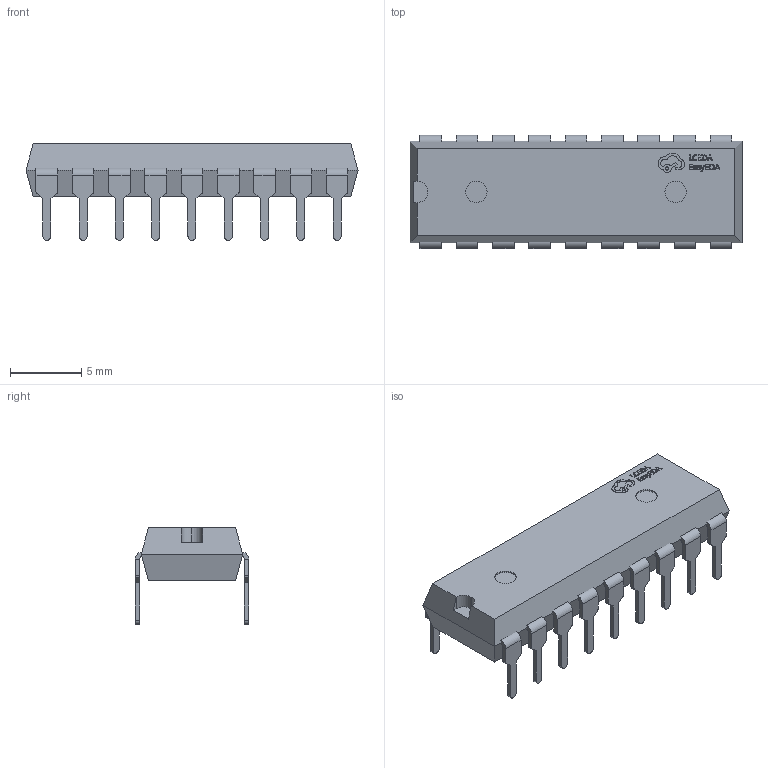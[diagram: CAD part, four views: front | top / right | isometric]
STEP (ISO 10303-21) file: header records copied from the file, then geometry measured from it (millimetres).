
FILE_DESCRIPTION (( 'STEP AP214' ), '1' );
FILE_NAME ('CDIP-18_L24.4-W6.5-H5.1-P2.54-LS7.6-BL.step', '2022-06-21T13:53:43', ( '' ), ( '' ), 'SwSTEP 2.0', 'SolidWorks 2020', '' );
FILE_SCHEMA (( 'AUTOMOTIVE_DESIGN' ));
Length unit declared in the file: millimetre
Products named in the file (1): CDIP-18_L24.4-W6.5-H5.1-P2.54-LS7.6-BL
Bounding box: 23.24 x 7.92 x 6.76 mm (x, y, z)
Volume: 604.5 mm3; surface area: 956.6 mm2
Topology: 10 solids, 10 shells, 610 faces, 1536 edges, 974 vertices
Faces by surface type: plane 402, bspline 112, cylinder 96
Entity records: 24238 total; most frequent: CARTESIAN_POINT 5225, ORIENTED_EDGE 3072, DIRECTION 2498, EDGE_CURVE 1536, LINE 1116, VECTOR 1116, VERTEX_POINT 974, AXIS2_PLACEMENT_3D 691
